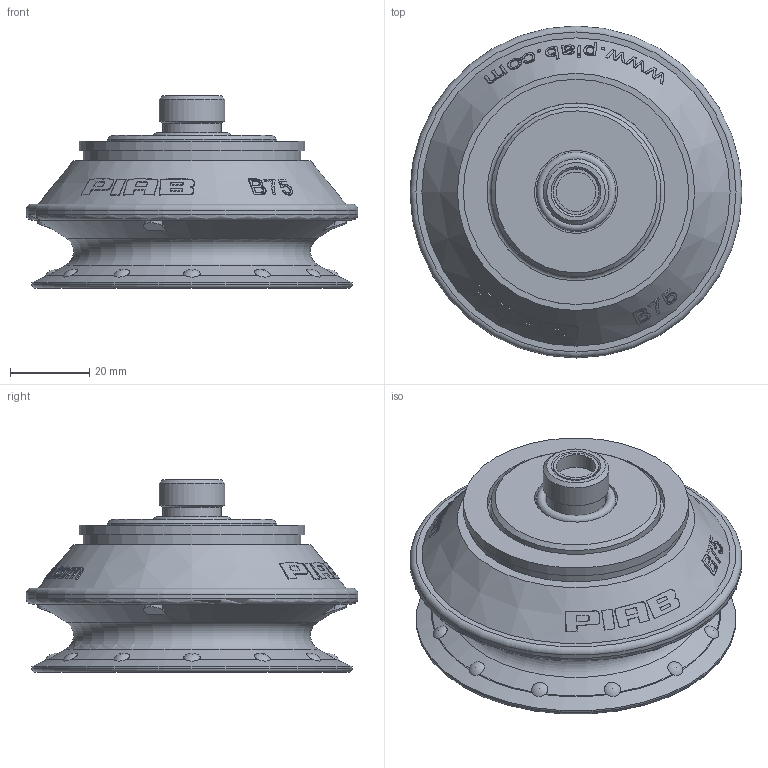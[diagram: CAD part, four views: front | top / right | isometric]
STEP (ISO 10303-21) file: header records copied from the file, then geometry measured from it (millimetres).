
FILE_DESCRIPTION( ( 'Unknown' ), '1' );
FILE_NAME( 'SE-0415911.stp', 'Unknown', ( 'Unknown' ), ( 'Unknown' ), 'PSStep 17.0.49', 'Unknown', ' ' );
FILE_SCHEMA( ( 'AUTOMOTIVE_DESIGN { 1 0 10303 214 1 1 1 1 }' ) );
Length unit declared in the file: millimetre
Products named in the file (8): 0107148; 0106793; 3150311; 3150309; 3113636; Assem1; SE-0415885; 0106792
Assembly tree (7 placements, depth 3):
  Assem1
    SE-0415885
    0106792
    0107148
      0106793
      3150311
      3150309
      3113636
Bounding box: 84 x 84 x 48.8 mm (x, y, z)
Volume: 142739.9 mm3; surface area: 30223.4 mm2
Topology: 6 solids, 6 shells, 343 faces, 868 edges, 568 vertices
Faces by surface type: plane 179, cylinder 48, extrusion 46, cone 40, torus 18, sphere 12
Full cylindrical faces by diameter (mm): 10 x2, 11.3 x1, 11.5 x2, 11.6 x1, 14.8 x1, 15 x1, 16.66 x1, 17 x2, 19 x2, 20 x1, 21 x1, 22 x1, 43 x1, 45 x1, 50 x2, 55 x1, 57 x1, 81 x1, 84 x1
Entity records: 15775 total; most frequent: CARTESIAN_POINT 5577, ORIENTED_EDGE 1524, DIRECTION 1378, EDGE_CURVE 762, AXIS2_PLACEMENT_3D 559, VERTEX_POINT 537, EDGE_LOOP 428, FACE_OUTER_BOUND 368
